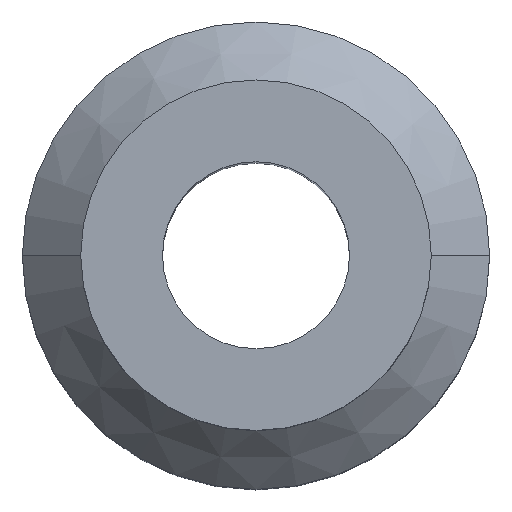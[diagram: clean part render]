
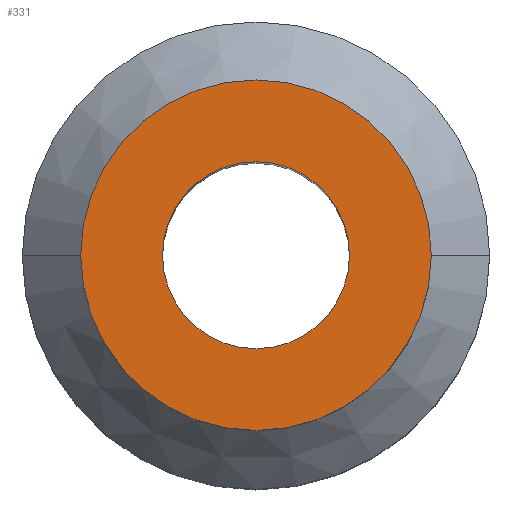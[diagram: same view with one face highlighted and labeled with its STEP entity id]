
A CAD part, top view. The second image highlights one B-rep face of the part: STEP entity #331.
In plain terms, the highlighted planar face has unit normal (0, 0, 1).
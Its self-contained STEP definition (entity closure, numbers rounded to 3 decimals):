
#13 = CARTESIAN_POINT ( 'NONE',  ( 0., 0., 7.6 ) ) ;
#14 = CARTESIAN_POINT ( 'NONE',  ( 0., 0., 7.6 ) ) ;
#16 = CARTESIAN_POINT ( 'NONE',  ( 0., 0., 7.6 ) ) ;
#18 = EDGE_CURVE ( 'NONE', #365, #259, #76, .T. ) ;
#19 = DIRECTION ( 'NONE',  ( 0., 0., 1. ) ) ;
#34 = ORIENTED_EDGE ( 'NONE', *, *, #298, .F. ) ;
#41 = DIRECTION ( 'NONE',  ( 0., 0., 1. ) ) ;
#43 = EDGE_CURVE ( 'NONE', #328, #66, #388, .T. ) ;
#44 = FACE_OUTER_BOUND ( 'NONE', #154, .T. ) ;
#49 = DIRECTION ( 'NONE',  ( 1., 0., 0. ) ) ;
#66 = VERTEX_POINT ( 'NONE', #172 ) ;
#69 = CARTESIAN_POINT ( 'NONE',  ( 0., 0., 7.6 ) ) ;
#76 = CIRCLE ( 'NONE', #286, 1.6 ) ;
#89 = ORIENTED_EDGE ( 'NONE', *, *, #43, .T. ) ;
#117 = AXIS2_PLACEMENT_3D ( 'NONE', #166, #379, #218 ) ;
#135 = DIRECTION ( 'NONE',  ( 0., 0., 1. ) ) ;
#137 = AXIS2_PLACEMENT_3D ( 'NONE', #16, #19, #353 ) ;
#154 = EDGE_LOOP ( 'NONE', ( #157, #89 ) ) ;
#157 = ORIENTED_EDGE ( 'NONE', *, *, #327, .T. ) ;
#159 = DIRECTION ( 'NONE',  ( 0., 0., 1. ) ) ;
#166 = CARTESIAN_POINT ( 'NONE',  ( 0., 0., 7.6 ) ) ;
#172 = CARTESIAN_POINT ( 'NONE',  ( -3., 0., 7.6 ) ) ;
#184 = CARTESIAN_POINT ( 'NONE',  ( -1.6, 0., 7.6 ) ) ;
#193 = CARTESIAN_POINT ( 'NONE',  ( 3., 0., 7.6 ) ) ;
#207 = CARTESIAN_POINT ( 'NONE',  ( 1.6, 0., 7.6 ) ) ;
#218 = DIRECTION ( 'NONE',  ( 1., 0., 0. ) ) ;
#250 = ORIENTED_EDGE ( 'NONE', *, *, #18, .F. ) ;
#253 = DIRECTION ( 'NONE',  ( 1., 0., 0. ) ) ;
#259 = VERTEX_POINT ( 'NONE', #184 ) ;
#284 = DIRECTION ( 'NONE',  ( 1., 0., 0. ) ) ;
#286 = AXIS2_PLACEMENT_3D ( 'NONE', #14, #41, #49 ) ;
#292 = PLANE ( 'NONE',  #359 ) ;
#298 = EDGE_CURVE ( 'NONE', #259, #365, #377, .T. ) ;
#317 = AXIS2_PLACEMENT_3D ( 'NONE', #69, #159, #284 ) ;
#324 = FACE_BOUND ( 'NONE', #348, .T. ) ;
#327 = EDGE_CURVE ( 'NONE', #66, #328, #398, .T. ) ;
#328 = VERTEX_POINT ( 'NONE', #193 ) ;
#331 = ADVANCED_FACE ( 'NONE', ( #324, #44 ), #292, .T. ) ;
#348 = EDGE_LOOP ( 'NONE', ( #250, #34 ) ) ;
#353 = DIRECTION ( 'NONE',  ( 1., 0., 0. ) ) ;
#359 = AXIS2_PLACEMENT_3D ( 'NONE', #13, #135, #253 ) ;
#365 = VERTEX_POINT ( 'NONE', #207 ) ;
#377 = CIRCLE ( 'NONE', #117, 1.6 ) ;
#379 = DIRECTION ( 'NONE',  ( 0., 0., 1. ) ) ;
#388 = CIRCLE ( 'NONE', #137, 3. ) ;
#398 = CIRCLE ( 'NONE', #317, 3. ) ;
